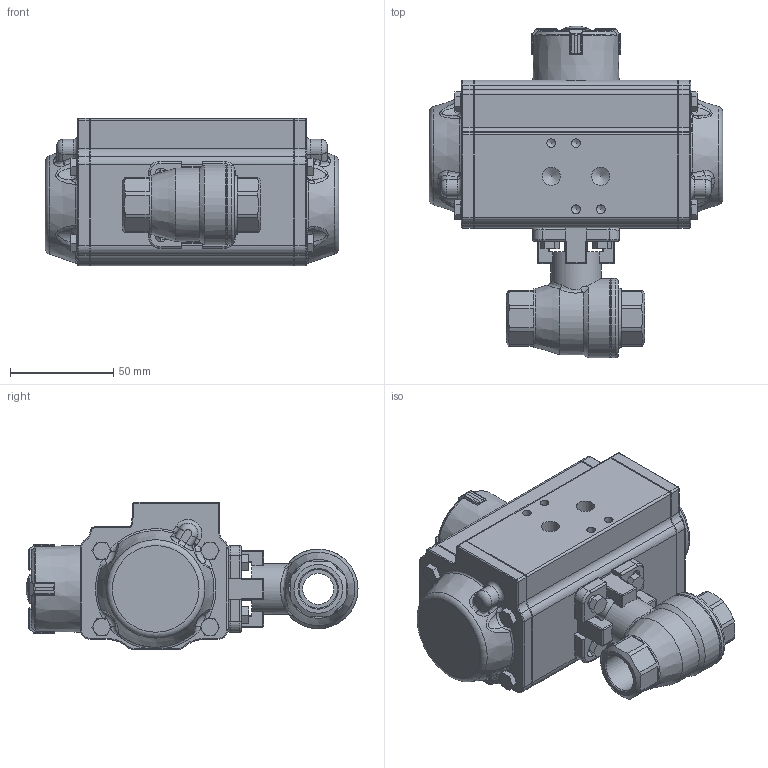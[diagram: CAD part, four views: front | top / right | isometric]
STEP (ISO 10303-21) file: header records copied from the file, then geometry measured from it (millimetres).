
FILE_DESCRIPTION(/* description */ ('Unknown'),/* implementation_level */ '2;1');
FILE_NAME(/* name */ 'DW02_FR01 9650-04',/* time_stamp */ '2022-10-24T10:15:28+02:00',/* author */ ('Unknown'),/* organization */ ('Unknown'),/* preprocessor_version */ 'ST-DEVELOPER v16.7',/* originating_system */ 'Solid Edge',/* authorisation */ 'Unknown');
FILE_SCHEMA (('AUTOMOTIVE_DESIGN {1 0 10303 214 3 1 1}'));
Length unit declared in the file: millimetre
Products named in the file (11): DW02_FR019650-04; DW02_FR01_(DW20_FR15); KP-50; cup head square neck bolts grade b gb_GB_FASTENER_BOLT_CHSNBSHB M6X25
-N; ________(___________; _____________; ______; 8.650.015; Einschraubteil_DN15; Körper_DN15; DIN558 M5x12
Assembly tree (15 placements, depth 3):
  DW02_FR019650-04
    DW02_FR01_(DW20_FR15)
      KP-50
      cup head square neck bolts grade b gb_GB_FASTENER_BOLT_CHSNBSHB M6X25
-N
      ________(___________  x2
      _____________  x2
      ______
    8.650.015
      Einschraubteil_DN15
      Körper_DN15
    DIN558 M5x12  x4
Bounding box: 142.2 x 160.77 x 71.5 mm (x, y, z)
Volume: 635997.7 mm3; surface area: 81563.1 mm2
Topology: 13 solids, 13 shells, 1219 faces, 2977 edges, 1780 vertices
Faces by surface type: plane 430, cylinder 361, cone 163, bspline 137, torus 110, sphere 18
Full cylindrical faces by diameter (mm): 2.1 x2, 3 x16, 3.3 x8, 4.2 x12, 5 x9, 6 x1, 6.2 x1, 8.8 x2, 11 x1, 11.7 x1, 13.9 x1, 14.2 x1, 15 x2, 15.9 x1, 18.631 x2, 20 x1, 23.5 x1, 24.5 x1, 27 x1, 28.5 x1, 38.5 x3
Entity records: 36996 total; most frequent: CARTESIAN_POINT 12025, DIRECTION 4800, ORIENTED_EDGE 4724, EDGE_CURVE 2362, AXIS2_PLACEMENT_3D 1881, VERTEX_POINT 1494, FACE_BOUND 1228, EDGE_LOOP 1210
